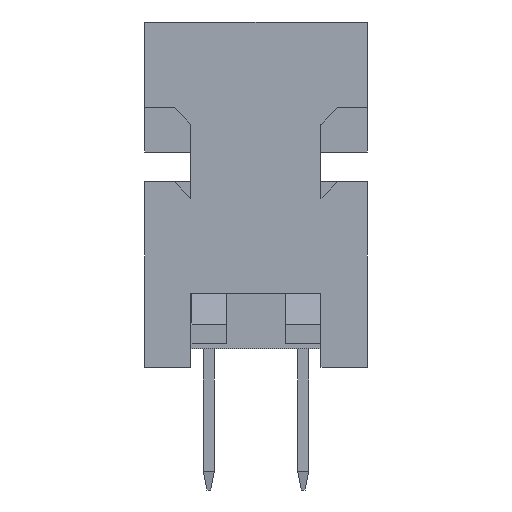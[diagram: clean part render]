
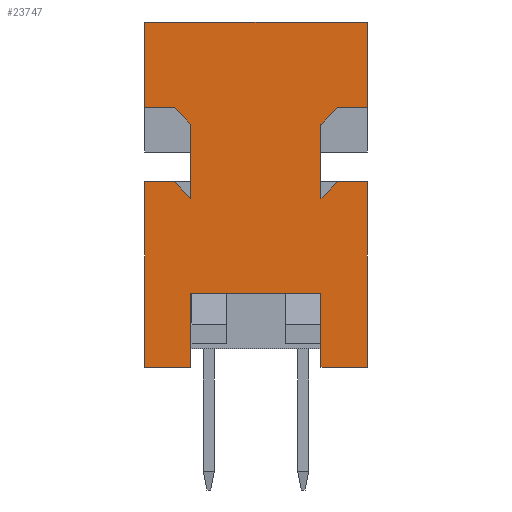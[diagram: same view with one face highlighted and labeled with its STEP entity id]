
A CAD part, front view. The second image highlights one B-rep face of the part: STEP entity #23747.
In plain terms, the highlighted face is planar.
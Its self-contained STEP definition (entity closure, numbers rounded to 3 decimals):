
#748=ORIENTED_EDGE('',*,*,#5588,.F.);
#749=ORIENTED_EDGE('',*,*,#5486,.F.);
#750=ORIENTED_EDGE('',*,*,#5589,.T.);
#751=ORIENTED_EDGE('',*,*,#5590,.F.);
#752=ORIENTED_EDGE('',*,*,#5591,.T.);
#753=ORIENTED_EDGE('',*,*,#5592,.F.);
#754=ORIENTED_EDGE('',*,*,#5593,.F.);
#755=ORIENTED_EDGE('',*,*,#5594,.T.);
#756=ORIENTED_EDGE('',*,*,#5595,.T.);
#757=ORIENTED_EDGE('',*,*,#5596,.F.);
#758=ORIENTED_EDGE('',*,*,#5597,.F.);
#759=ORIENTED_EDGE('',*,*,#5482,.F.);
#760=ORIENTED_EDGE('',*,*,#5598,.F.);
#761=ORIENTED_EDGE('',*,*,#5580,.T.);
#762=ORIENTED_EDGE('',*,*,#5585,.T.);
#763=ORIENTED_EDGE('',*,*,#5599,.T.);
#764=ORIENTED_EDGE('',*,*,#5600,.T.);
#765=ORIENTED_EDGE('',*,*,#5558,.F.);
#766=ORIENTED_EDGE('',*,*,#5586,.T.);
#767=ORIENTED_EDGE('',*,*,#5574,.F.);
#5482=EDGE_CURVE('',#7903,#7904,#9553,.T.);
#5486=EDGE_CURVE('',#7905,#7906,#9557,.T.);
#5558=EDGE_CURVE('',#7954,#7955,#9629,.T.);
#5574=EDGE_CURVE('',#7966,#7967,#9645,.T.);
#5580=EDGE_CURVE('',#7972,#7971,#9651,.T.);
#5585=EDGE_CURVE('',#7971,#7974,#9656,.T.);
#5586=EDGE_CURVE('',#7954,#7967,#9657,.T.);
#5588=EDGE_CURVE('',#7906,#7966,#9659,.T.);
#5589=EDGE_CURVE('',#7905,#7975,#9660,.T.);
#5590=EDGE_CURVE('',#7976,#7975,#9661,.T.);
#5591=EDGE_CURVE('',#7976,#7977,#9662,.T.);
#5592=EDGE_CURVE('',#7978,#7977,#9663,.T.);
#5593=EDGE_CURVE('',#7979,#7978,#9664,.T.);
#5594=EDGE_CURVE('',#7979,#7980,#9665,.T.);
#5595=EDGE_CURVE('',#7980,#7981,#9666,.T.);
#5596=EDGE_CURVE('',#7982,#7981,#9667,.T.);
#5597=EDGE_CURVE('',#7904,#7982,#9668,.T.);
#5598=EDGE_CURVE('',#7972,#7903,#9669,.T.);
#5599=EDGE_CURVE('',#7974,#7983,#9670,.T.);
#5600=EDGE_CURVE('',#7983,#7955,#9671,.T.);
#7903=VERTEX_POINT('',#30888);
#7904=VERTEX_POINT('',#30889);
#7905=VERTEX_POINT('',#30894);
#7906=VERTEX_POINT('',#30896);
#7954=VERTEX_POINT('',#31042);
#7955=VERTEX_POINT('',#31044);
#7966=VERTEX_POINT('',#31073);
#7967=VERTEX_POINT('',#31075);
#7971=VERTEX_POINT('',#31085);
#7972=VERTEX_POINT('',#31087);
#7974=VERTEX_POINT('',#31094);
#7975=VERTEX_POINT('',#31102);
#7976=VERTEX_POINT('',#31104);
#7977=VERTEX_POINT('',#31106);
#7978=VERTEX_POINT('',#31108);
#7979=VERTEX_POINT('',#31110);
#7980=VERTEX_POINT('',#31112);
#7981=VERTEX_POINT('',#31114);
#7982=VERTEX_POINT('',#31116);
#7983=VERTEX_POINT('',#31120);
#9553=LINE('',#30887,#11926);
#9557=LINE('',#30895,#11930);
#9629=LINE('',#31043,#12002);
#9645=LINE('',#31074,#12018);
#9651=LINE('',#31086,#12024);
#9656=LINE('',#31095,#12029);
#9657=LINE('',#31097,#12030);
#9659=LINE('',#31100,#12032);
#9660=LINE('',#31101,#12033);
#9661=LINE('',#31103,#12034);
#9662=LINE('',#31105,#12035);
#9663=LINE('',#31107,#12036);
#9664=LINE('',#31109,#12037);
#9665=LINE('',#31111,#12038);
#9666=LINE('',#31113,#12039);
#9667=LINE('',#31115,#12040);
#9668=LINE('',#31117,#12041);
#9669=LINE('',#31118,#12042);
#9670=LINE('',#31119,#12043);
#9671=LINE('',#31121,#12044);
#11926=VECTOR('',#26153,1000.);
#11930=VECTOR('',#26159,1000.);
#12002=VECTOR('',#26285,1000.);
#12018=VECTOR('',#26307,1000.);
#12024=VECTOR('',#26315,1000.);
#12029=VECTOR('',#26322,1000.);
#12030=VECTOR('',#26325,1000.);
#12032=VECTOR('',#26329,1000.);
#12033=VECTOR('',#26330,1000.);
#12034=VECTOR('',#26331,1000.);
#12035=VECTOR('',#26332,1000.);
#12036=VECTOR('',#26333,1000.);
#12037=VECTOR('',#26334,1000.);
#12038=VECTOR('',#26335,1000.);
#12039=VECTOR('',#26336,1000.);
#12040=VECTOR('',#26337,1000.);
#12041=VECTOR('',#26338,1000.);
#12042=VECTOR('',#26339,1000.);
#12043=VECTOR('',#26340,1000.);
#12044=VECTOR('',#26341,1000.);
#14071=EDGE_LOOP('',(#748,#749,#750,#751,#752,#753,#754,#755,#756,#757,
#758,#759,#760,#761,#762,#763,#764,#765,#766,#767));
#15110=FACE_BOUND('',#14071,.T.);
#16123=PLANE('',#24713);
#23747=ADVANCED_FACE('',(#15110),#16123,.T.);
#24713=AXIS2_PLACEMENT_3D('',#31099,#26327,#26328);
#26153=DIRECTION('',(0.,0.707,-0.707));
#26159=DIRECTION('',(0.,0.707,0.707));
#26285=DIRECTION('',(0.,0.,1.));
#26307=DIRECTION('',(0.,0.,-1.));
#26315=DIRECTION('',(0.,0.,-1.));
#26322=DIRECTION('',(0.,1.,0.));
#26325=DIRECTION('',(0.,1.,0.));
#26327=DIRECTION('',(1.,0.,0.));
#26328=DIRECTION('',(0.,0.,-1.));
#26329=DIRECTION('',(0.,1.,0.));
#26330=DIRECTION('',(0.,0.,1.));
#26331=DIRECTION('',(0.,-0.707,-0.707));
#26332=DIRECTION('',(0.,1.,0.));
#26333=DIRECTION('',(0.,0.,-1.));
#26334=DIRECTION('',(0.,1.,0.));
#26335=DIRECTION('',(0.,0.,-1.));
#26336=DIRECTION('',(0.,1.,0.));
#26337=DIRECTION('',(0.,-0.707,0.707));
#26338=DIRECTION('',(0.,0.,1.));
#26339=DIRECTION('',(0.,1.,0.));
#26340=DIRECTION('',(0.,0.,1.));
#26341=DIRECTION('',(0.,1.,0.));
#30887=CARTESIAN_POINT('',(19.235,-2.6,2.9));
#30888=CARTESIAN_POINT('',(19.235,-2.2,2.5));
#30889=CARTESIAN_POINT('',(19.235,-1.75,2.05));
#30894=CARTESIAN_POINT('',(19.235,1.75,2.05));
#30895=CARTESIAN_POINT('',(19.235,-0.4,-0.1));
#30896=CARTESIAN_POINT('',(19.235,2.2,2.5));
#31042=CARTESIAN_POINT('',(19.235,1.75,-2.5));
#31043=CARTESIAN_POINT('',(19.235,1.75,-3.57));
#31044=CARTESIAN_POINT('',(19.235,1.75,-0.5));
#31073=CARTESIAN_POINT('',(19.235,3.,2.5));
#31074=CARTESIAN_POINT('',(19.235,3.,2.5));
#31075=CARTESIAN_POINT('',(19.235,3.,-2.5));
#31085=CARTESIAN_POINT('',(19.235,-3.,-2.5));
#31086=CARTESIAN_POINT('',(19.235,-3.,2.5));
#31087=CARTESIAN_POINT('',(19.235,-3.,2.5));
#31094=CARTESIAN_POINT('',(19.235,-1.75,-2.5));
#31095=CARTESIAN_POINT('',(19.235,-3.,-2.5));
#31097=CARTESIAN_POINT('',(19.235,-3.,-2.5));
#31099=CARTESIAN_POINT('',(19.235,-3.,2.5));
#31100=CARTESIAN_POINT('',(19.235,-3.,2.5));
#31101=CARTESIAN_POINT('',(19.235,1.75,-0.5));
#31102=CARTESIAN_POINT('',(19.235,1.75,4.05));
#31103=CARTESIAN_POINT('',(19.235,2.2,4.5));
#31104=CARTESIAN_POINT('',(19.235,2.2,4.5));
#31105=CARTESIAN_POINT('',(19.235,-3.,4.5));
#31106=CARTESIAN_POINT('',(19.235,3.,4.5));
#31107=CARTESIAN_POINT('',(19.235,3.,6.8));
#31108=CARTESIAN_POINT('',(19.235,3.,6.8));
#31109=CARTESIAN_POINT('',(19.235,-3.,6.8));
#31110=CARTESIAN_POINT('',(19.235,-3.,6.8));
#31111=CARTESIAN_POINT('',(19.235,-3.,6.8));
#31112=CARTESIAN_POINT('',(19.235,-3.,4.5));
#31113=CARTESIAN_POINT('',(19.235,-3.,4.5));
#31114=CARTESIAN_POINT('',(19.235,-2.2,4.5));
#31115=CARTESIAN_POINT('',(19.235,-2.2,4.5));
#31116=CARTESIAN_POINT('',(19.235,-1.75,4.05));
#31117=CARTESIAN_POINT('',(19.235,-1.75,-0.5));
#31118=CARTESIAN_POINT('',(19.235,-3.,2.5));
#31119=CARTESIAN_POINT('',(19.235,-1.75,-3.57));
#31120=CARTESIAN_POINT('',(19.235,-1.75,-0.5));
#31121=CARTESIAN_POINT('',(19.235,-1.75,-0.5));
